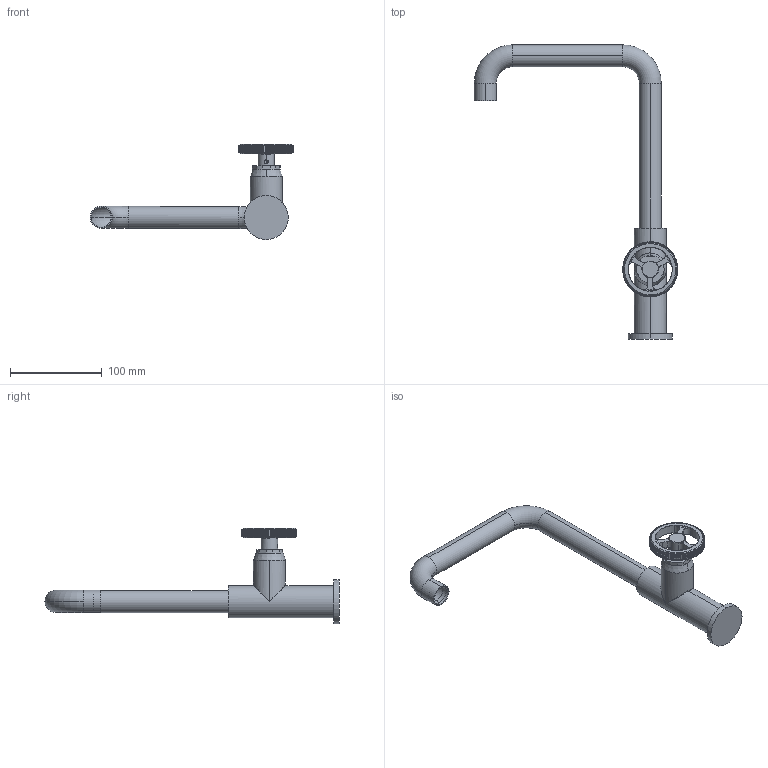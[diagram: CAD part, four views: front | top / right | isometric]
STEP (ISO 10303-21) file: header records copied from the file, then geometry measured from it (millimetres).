
FILE_DESCRIPTION (( 'STEP AP214' ), '1' );
FILE_NAME ('33030LO.STEP', '2023-10-06T14:14:26', ( '' ), ( '' ), 'SwSTEP 2.0', 'SolidWorks 2018', '' );
FILE_SCHEMA (( 'AUTOMOTIVE_DESIGN' ));
Length unit declared in the file: millimetre
Products named in the file (1): 33030LO
Bounding box: 221.99 x 321 x 103.8 mm (x, y, z)
Surface area: 62378.6 mm2 (no closed solid volume)
Topology: 0 solids, 6 shells, 382 faces, 1119 edges, 731 vertices
Faces by surface type: cylinder 202, cone 110, plane 36, torus 30, bspline 4
Entity records: 20582 total; most frequent: CARTESIAN_POINT 6106, DIRECTION 2322, ORIENTED_EDGE 2186, EDGE_CURVE 1115, AXIS2_PLACEMENT_3D 1081, VERTEX_POINT 731, CIRCLE 702, EDGE_LOOP 388
